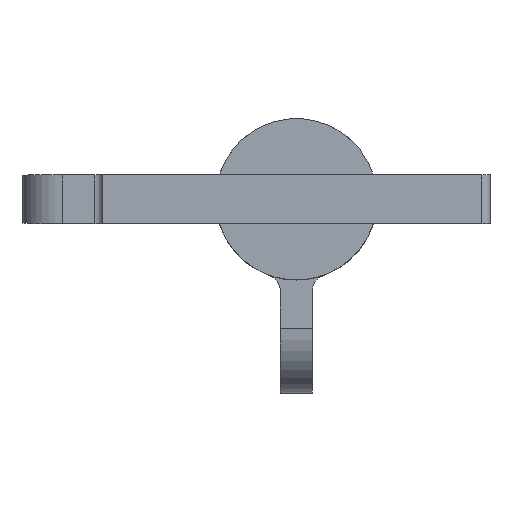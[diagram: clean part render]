
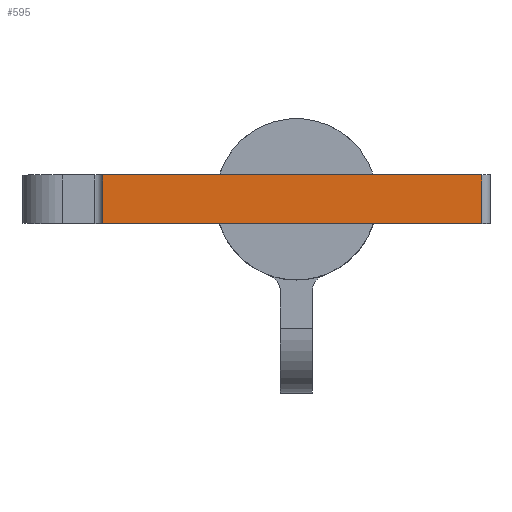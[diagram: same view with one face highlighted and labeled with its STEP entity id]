
A CAD part, top view. The second image highlights one B-rep face of the part: STEP entity #595.
In plain terms, the highlighted planar face has unit normal (0, 0, 1).
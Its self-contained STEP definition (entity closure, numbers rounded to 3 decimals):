
#31=PLANE('',#670);
#103=FACE_OUTER_BOUND('',#137,.T.);
#137=EDGE_LOOP('',(#514,#515,#516,#517));
#154=LINE('',#893,#199);
#164=LINE('',#924,#209);
#183=LINE('',#999,#228);
#185=LINE('',#1002,#230);
#199=VECTOR('',#714,25.4);
#209=VECTOR('',#740,25.4);
#228=VECTOR('',#825,25.4);
#230=VECTOR('',#829,25.4);
#283=VERTEX_POINT('',#890);
#284=VERTEX_POINT('',#892);
#297=VERTEX_POINT('',#922);
#320=VERTEX_POINT('',#998);
#340=EDGE_CURVE('',#284,#283,#154,.T.);
#356=EDGE_CURVE('',#297,#283,#164,.T.);
#393=EDGE_CURVE('',#320,#284,#183,.T.);
#395=EDGE_CURVE('',#320,#297,#185,.T.);
#514=ORIENTED_EDGE('',*,*,#356,.F.);
#515=ORIENTED_EDGE('',*,*,#395,.F.);
#516=ORIENTED_EDGE('',*,*,#393,.T.);
#517=ORIENTED_EDGE('',*,*,#340,.T.);
#595=ADVANCED_FACE('',(#103),#31,.T.);
#670=AXIS2_PLACEMENT_3D('',#1001,#827,#828);
#714=DIRECTION('',(1.,0.,0.));
#740=DIRECTION('',(0.,-1.,0.));
#825=DIRECTION('',(0.,-1.,0.));
#827=DIRECTION('center_axis',(0.,0.,1.));
#828=DIRECTION('ref_axis',(1.,0.,0.));
#829=DIRECTION('',(1.,0.,0.));
#890=CARTESIAN_POINT('',(630.067,-36.513,22.226));
#892=CARTESIAN_POINT('',(555.455,-36.513,22.226));
#893=CARTESIAN_POINT('',(555.455,-36.513,22.226));
#922=CARTESIAN_POINT('',(630.067,-26.988,22.226));
#924=CARTESIAN_POINT('',(630.067,-26.988,22.226));
#998=CARTESIAN_POINT('',(555.455,-26.988,22.226));
#999=CARTESIAN_POINT('',(555.455,-26.988,22.226));
#1001=CARTESIAN_POINT('Origin',(555.455,-26.988,22.226));
#1002=CARTESIAN_POINT('',(555.455,-26.988,22.226));
